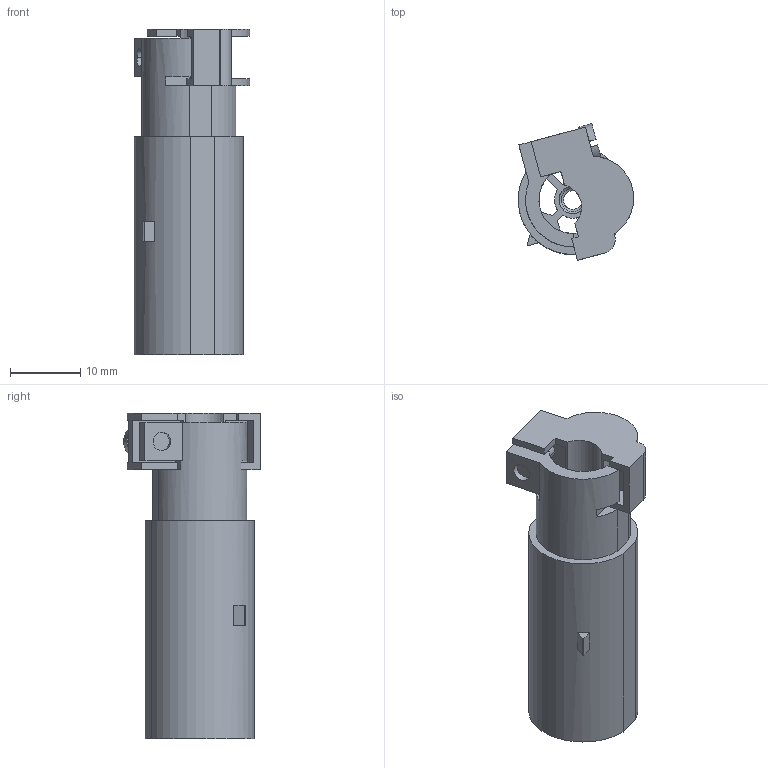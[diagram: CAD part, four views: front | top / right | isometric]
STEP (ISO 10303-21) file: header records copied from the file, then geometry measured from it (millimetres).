
FILE_DESCRIPTION(('CATIA V5 STEP Exchange','CAx-IF Rec.Pracs.--- Model Styling and Organization---1.4--- 2014-01-23'),'2;1');
FILE_NAME ('1255400-1_0', '2020-12-21T07:02:07+00:00', ('none'), ('Weidmueller'), 'CATIA Version 5-6 Release 2016 SP3 HF44', 'CATIA V5 STEP AP214', 'none');
FILE_SCHEMA(('AUTOMOTIVE_DESIGN { 1 0 10303 214 1 1 1 1 }'));
Length unit declared in the file: millimetre
Products named in the file (1): 2748630000
Bounding box: 16.39 x 19.44 x 46.25 mm (x, y, z)
Volume: 4487.7 mm3; surface area: 6822.5 mm2
Topology: 2 solids, 2 shells, 131 faces, 367 edges, 244 vertices
Faces by surface type: plane 74, cylinder 51, cone 6
Entity records: 4286 total; most frequent: CARTESIAN_POINT 947, ORIENTED_EDGE 734, DIRECTION 580, EDGE_CURVE 367, VERTEX_POINT 244, VECTOR 240, LINE 240, AXIS2_PLACEMENT_3D 227
